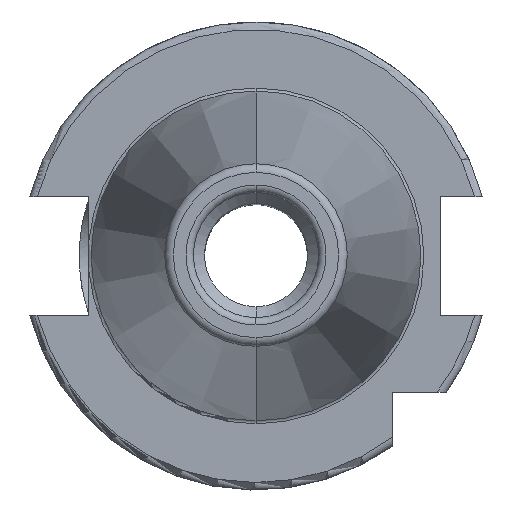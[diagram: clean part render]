
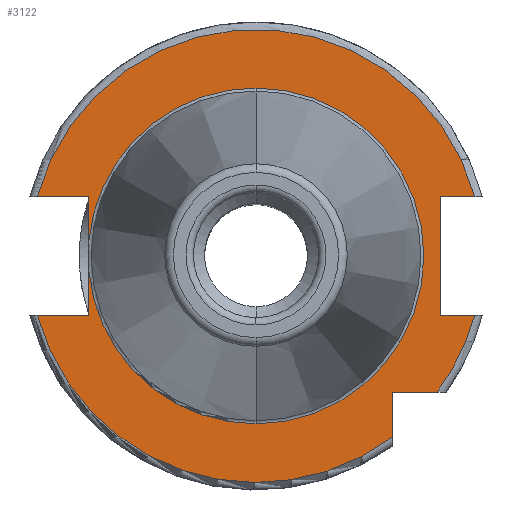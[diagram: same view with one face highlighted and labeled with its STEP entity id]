
A CAD part, top view. The second image highlights one B-rep face of the part: STEP entity #3122.
In plain terms, the highlighted planar face has unit normal (0, 0, 1).
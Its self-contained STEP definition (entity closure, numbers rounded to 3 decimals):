
#141=DIRECTION('',(1,0,0));
#142=VECTOR('',#141,7.004);
#143=CARTESIAN_POINT('',(-29.704,-8.05,15.9));
#144=LINE('',#143,#142);
#145=DIRECTION('',(0,1,0));
#146=VECTOR('',#145,5.917);
#147=CARTESIAN_POINT('',(-22.7,-8.05,15.9));
#148=LINE('',#147,#146);
#149=DIRECTION('',(0,1,0));
#150=VECTOR('',#149,5.917);
#151=CARTESIAN_POINT('',(-22.7,2.133,15.9));
#152=LINE('',#151,#150);
#153=DIRECTION('',(1,0,0));
#154=VECTOR('',#153,7.004);
#155=CARTESIAN_POINT('',(-29.704,8.05,15.9));
#156=LINE('',#155,#154);
#157=DIRECTION('',(-1,0,0));
#158=VECTOR('',#157,4.704);
#159=CARTESIAN_POINT('',(29.704,8.05,15.9));
#160=LINE('',#159,#158);
#161=DIRECTION('',(0,-1,0));
#162=VECTOR('',#161,16.1);
#163=CARTESIAN_POINT('',(25,8.05,15.9));
#164=LINE('',#163,#162);
#165=DIRECTION('',(-1,0,0));
#166=VECTOR('',#165,4.704);
#167=CARTESIAN_POINT('',(29.704,-8.05,15.9));
#168=LINE('',#167,#166);
#169=CARTESIAN_POINT('',(0,0,15.9));
#170=DIRECTION('',(0,0,1));
#171=DIRECTION('',(0.799,-0.601,0));
#172=AXIS2_PLACEMENT_3D('',#169,#170,#171);
#174=DIRECTION('',(-1,0,0));
#175=VECTOR('',#174,6.094);
#176=CARTESIAN_POINT('',(24.594,-18.5,15.9));
#177=LINE('',#176,#175);
#178=DIRECTION('',(0,1,0));
#179=VECTOR('',#178,6.094);
#180=CARTESIAN_POINT('',(18.5,-24.594,15.9));
#181=LINE('',#180,#179);
#192=CARTESIAN_POINT('',(0,0,15.9));
#193=DIRECTION('',(0,0,1));
#194=DIRECTION('',(0,1,0));
#195=AXIS2_PLACEMENT_3D('',#192,#193,#194);
#207=CARTESIAN_POINT('',(0,0,15.9));
#208=DIRECTION('',(0,0,1));
#209=DIRECTION('',(-0.996,-0.094,0));
#210=AXIS2_PLACEMENT_3D('',#207,#208,#209);
#212=CARTESIAN_POINT('',(0,0,15.9));
#213=DIRECTION('',(0,0,-1));
#214=DIRECTION('',(0,1,0));
#215=AXIS2_PLACEMENT_3D('',#212,#213,#214);
#1806=CARTESIAN_POINT('',(0,0,15.9));
#1807=DIRECTION('',(0,0,1));
#1808=DIRECTION('',(0.965,0.262,0));
#1809=AXIS2_PLACEMENT_3D('',#1806,#1807,#1808);
#1857=CARTESIAN_POINT('',(0,0,15.9));
#1858=DIRECTION('',(0,0,1));
#1859=DIRECTION('',(-0.965,-0.262,0));
#1860=AXIS2_PLACEMENT_3D('',#1857,#1858,#1859);
#2517=CARTESIAN_POINT('',(0,22.8,15.9));
#2519=VERTEX_POINT('',#2517);
#2539=CARTESIAN_POINT('',(0,-22.8,15.9));
#2541=VERTEX_POINT('',#2539);
#2665=CARTESIAN_POINT('',(-29.704,-8.05,15.9));
#2666=CARTESIAN_POINT('',(-22.7,-8.05,15.9));
#2667=VERTEX_POINT('',#2665);
#2668=VERTEX_POINT('',#2666);
#2669=CARTESIAN_POINT('',(-22.7,-2.133,15.9));
#2670=VERTEX_POINT('',#2669);
#2671=CARTESIAN_POINT('',(-22.7,2.133,15.9));
#2672=CARTESIAN_POINT('',(-22.7,8.05,15.9));
#2673=VERTEX_POINT('',#2671);
#2674=VERTEX_POINT('',#2672);
#2675=CARTESIAN_POINT('',(-29.704,8.05,15.9));
#2676=VERTEX_POINT('',#2675);
#2677=CARTESIAN_POINT('',(25,8.05,15.9));
#2678=CARTESIAN_POINT('',(25,-8.05,15.9));
#2679=VERTEX_POINT('',#2677);
#2680=VERTEX_POINT('',#2678);
#2681=CARTESIAN_POINT('',(29.704,-8.05,15.9));
#2682=VERTEX_POINT('',#2681);
#2683=CARTESIAN_POINT('',(29.704,8.05,15.9));
#2684=VERTEX_POINT('',#2683);
#2685=CARTESIAN_POINT('',(18.5,-24.594,15.9));
#2686=CARTESIAN_POINT('',(18.5,-18.5,15.9));
#2687=VERTEX_POINT('',#2685);
#2688=VERTEX_POINT('',#2686);
#2689=CARTESIAN_POINT('',(24.594,-18.5,15.9));
#2690=VERTEX_POINT('',#2689);
#3089=CARTESIAN_POINT('',(0,0,15.9));
#3090=DIRECTION('',(0,0,-1));
#3091=DIRECTION('',(0,-1,0));
#3092=AXIS2_PLACEMENT_3D('',#3089,#3090,#3091);
#3093=PLANE('',#3092);
#3094=ORIENTED_EDGE('',*,*,#3062,.T.);
#3095=ORIENTED_EDGE('',*,*,#3049,.T.);
#3097=ORIENTED_EDGE('',*,*,#3096,.T.);
#3099=ORIENTED_EDGE('',*,*,#3098,.F.);
#3101=ORIENTED_EDGE('',*,*,#3100,.T.);
#3102=ORIENTED_EDGE('',*,*,#3045,.T.);
#3103=ORIENTED_EDGE('',*,*,#3024,.F.);
#3105=ORIENTED_EDGE('',*,*,#3104,.F.);
#3107=ORIENTED_EDGE('',*,*,#3106,.T.);
#3109=ORIENTED_EDGE('',*,*,#3108,.T.);
#3111=ORIENTED_EDGE('',*,*,#3110,.F.);
#3113=ORIENTED_EDGE('',*,*,#3112,.F.);
#3115=ORIENTED_EDGE('',*,*,#3114,.T.);
#3117=ORIENTED_EDGE('',*,*,#3116,.F.);
#3119=ORIENTED_EDGE('',*,*,#3118,.F.);
#3120=EDGE_LOOP('',(#3094,#3095,#3097,#3099,#3101,#3102,#3103,#3105,#3107,#3109,
#3111,#3113,#3115,#3117,#3119));
#3121=FACE_OUTER_BOUND('',#3120,.F.);
#3122=ADVANCED_FACE('',(#3121),#3093,.F.);
#173=CIRCLE('',#172,30.775);
#196=CIRCLE('',#195,22.8);
#211=CIRCLE('',#210,22.8);
#216=CIRCLE('',#215,22.8);
#1810=CIRCLE('',#1809,30.775);
#1861=CIRCLE('',#1860,30.775);
#3024=EDGE_CURVE('',#2676,#2674,#156,.T.);
#3045=EDGE_CURVE('',#2673,#2674,#152,.T.);
#3049=EDGE_CURVE('',#2668,#2670,#148,.T.);
#3062=EDGE_CURVE('',#2667,#2668,#144,.T.);
#3096=EDGE_CURVE('',#2670,#2541,#211,.T.);
#3098=EDGE_CURVE('',#2519,#2541,#216,.T.);
#3100=EDGE_CURVE('',#2519,#2673,#196,.T.);
#3104=EDGE_CURVE('',#2684,#2676,#1810,.T.);
#3106=EDGE_CURVE('',#2684,#2679,#160,.T.);
#3108=EDGE_CURVE('',#2679,#2680,#164,.T.);
#3110=EDGE_CURVE('',#2682,#2680,#168,.T.);
#3112=EDGE_CURVE('',#2690,#2682,#173,.T.);
#3114=EDGE_CURVE('',#2690,#2688,#177,.T.);
#3116=EDGE_CURVE('',#2687,#2688,#181,.T.);
#3118=EDGE_CURVE('',#2667,#2687,#1861,.T.);
